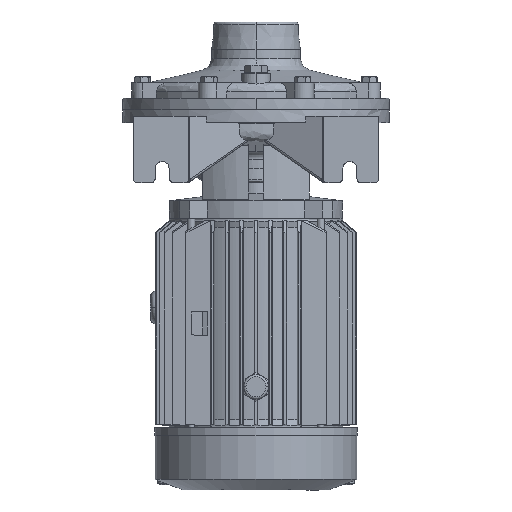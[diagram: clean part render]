
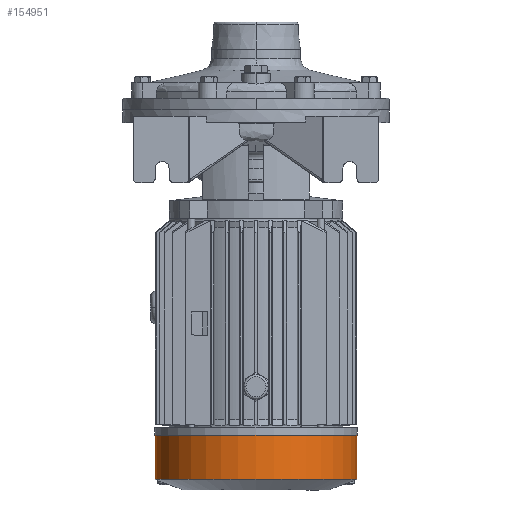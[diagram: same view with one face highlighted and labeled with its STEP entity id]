
A CAD part, front view. The second image highlights one B-rep face of the part: STEP entity #154951.
In plain terms, the highlighted cylindrical face has radius 70 mm (diameter 140 mm), a partial arc.
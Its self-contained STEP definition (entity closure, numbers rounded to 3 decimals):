
#1464 = CARTESIAN_POINT ( 'NONE',  ( 0., 0., -290.5 ) ) ;
#2318 = EDGE_CURVE ( 'NONE', #90501, #42054, #102377, .T. ) ;
#3904 = AXIS2_PLACEMENT_3D ( 'NONE', #139785, #91593, #43391 ) ;
#6561 = EDGE_LOOP ( 'NONE', ( #16203, #44251, #26297, #143778 ) ) ;
#12926 = CARTESIAN_POINT ( 'NONE',  ( 70., 0., -290.5 ) ) ;
#16203 = ORIENTED_EDGE ( 'NONE', *, *, #52524, .F. ) ;
#20471 = CARTESIAN_POINT ( 'NONE',  ( -70., 0., -290.5 ) ) ;
#24952 = DIRECTION ( 'NONE',  ( 0., 0., -1. ) ) ;
#26297 = ORIENTED_EDGE ( 'NONE', *, *, #139223, .T. ) ;
#26876 = CARTESIAN_POINT ( 'NONE',  ( -70., 0., -321.197 ) ) ;
#27623 = CARTESIAN_POINT ( 'NONE',  ( 0., 0., -290.5 ) ) ;
#33139 = VERTEX_POINT ( 'NONE', #103152 ) ;
#38041 = VERTEX_POINT ( 'NONE', #26876 ) ;
#42054 = VERTEX_POINT ( 'NONE', #20471 ) ;
#43391 = DIRECTION ( 'NONE',  ( -1., 0., 0. ) ) ;
#44251 = ORIENTED_EDGE ( 'NONE', *, *, #2318, .T. ) ;
#48834 = DIRECTION ( 'NONE',  ( 0., 0., -1. ) ) ;
#52491 = AXIS2_PLACEMENT_3D ( 'NONE', #1464, #48834, #61689 ) ;
#52524 = EDGE_CURVE ( 'NONE', #90501, #33139, #110100, .T. ) ;
#61689 = DIRECTION ( 'NONE',  ( -1., 0., 0. ) ) ;
#64561 = DIRECTION ( 'NONE',  ( 0., 0., -1. ) ) ;
#72234 = VECTOR ( 'NONE', #145346, 1000. ) ;
#72286 = CARTESIAN_POINT ( 'NONE',  ( -70., 0., -290.5 ) ) ;
#84501 = EDGE_CURVE ( 'NONE', #38041, #33139, #129636, .T. ) ;
#87882 = DIRECTION ( 'NONE',  ( -1., 0., 0. ) ) ;
#89972 = VECTOR ( 'NONE', #24952, 1000. ) ;
#90501 = VERTEX_POINT ( 'NONE', #96468 ) ;
#91593 = DIRECTION ( 'NONE',  ( 0., 0., 1. ) ) ;
#96351 = LINE ( 'NONE', #72286, #72234 ) ;
#96468 = CARTESIAN_POINT ( 'NONE',  ( 70., 0., -290.5 ) ) ;
#102377 = CIRCLE ( 'NONE', #112580, 70. ) ;
#103152 = CARTESIAN_POINT ( 'NONE',  ( 70., 0., -321.197 ) ) ;
#109885 = CYLINDRICAL_SURFACE ( 'NONE', #52491, 70. ) ;
#110100 = LINE ( 'NONE', #12926, #89972 ) ;
#112580 = AXIS2_PLACEMENT_3D ( 'NONE', #27623, #64561, #87882 ) ;
#120367 = FACE_OUTER_BOUND ( 'NONE', #6561, .T. ) ;
#129636 = CIRCLE ( 'NONE', #3904, 70. ) ;
#139223 = EDGE_CURVE ( 'NONE', #42054, #38041, #96351, .T. ) ;
#139785 = CARTESIAN_POINT ( 'NONE',  ( 0., 0., -321.197 ) ) ;
#143778 = ORIENTED_EDGE ( 'NONE', *, *, #84501, .T. ) ;
#145346 = DIRECTION ( 'NONE',  ( 0., 0., -1. ) ) ;
#154951 = ADVANCED_FACE ( 'NONE', ( #120367 ), #109885, .T. ) ;
